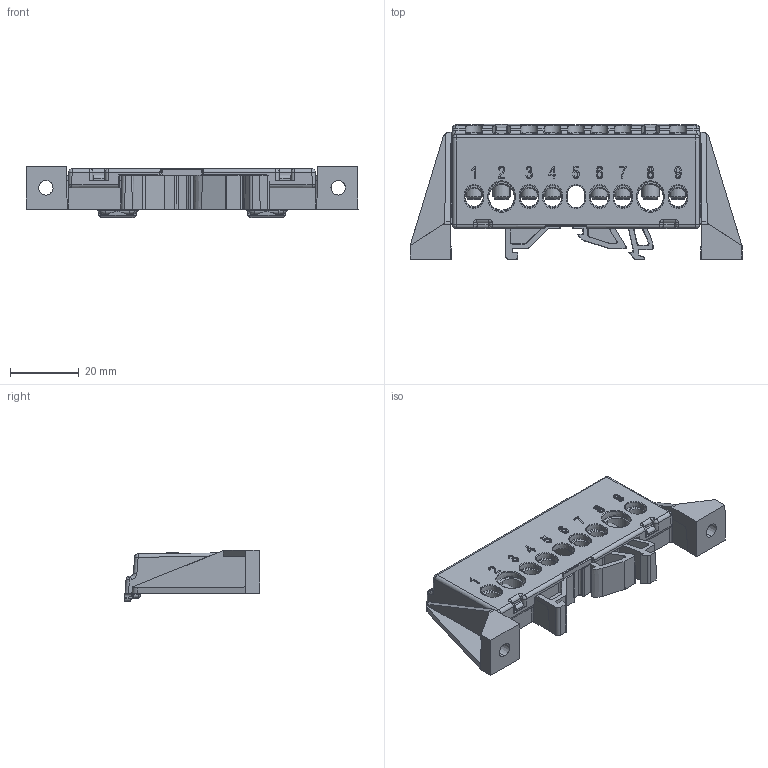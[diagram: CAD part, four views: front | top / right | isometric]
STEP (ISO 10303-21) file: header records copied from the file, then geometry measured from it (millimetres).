
FILE_DESCRIPTION (( 'STEP AP214' ), '1' );
FILE_NAME ('KSN-2-8x12 (04+04).STEP', '2023-11-15T06:38:35', ( '' ), ( '' ), 'SwSTEP 2.0', 'SolidWorks 2022', '' );
FILE_SCHEMA (( 'AUTOMOTIVE_DESIGN' ));
Length unit declared in the file: millimetre
Products named in the file (6): BHBT-3-8x12.04.01; BHBT-3-8x12.04.00; KSN-2-8x12 (04+04); Holder8x12-09-уклоны_уклоны; Винт М5х10_20140212; Cover 09
Assembly tree (9 placements, depth 3):
  KSN-2-8x12 (04+04)
    Holder8x12-09-уклоны_уклоны
    Cover 09
    BHBT-3-8x12.04.00  x2
      BHBT-3-8x12.04.01
      Винт М5х10_20140212
Bounding box: 96.29 x 39.24 x 14.83 mm (x, y, z)
Volume: 18297.2 mm3; surface area: 21704.6 mm2
Topology: 12 solids, 12 shells, 1336 faces, 3649 edges, 2331 vertices
Faces by surface type: plane 624, cylinder 325, cone 161, torus 121, bspline 93, sphere 12
Entity records: 34588 total; most frequent: CARTESIAN_POINT 12037, ORIENTED_EDGE 5106, DIRECTION 4047, EDGE_CURVE 2553, VERTEX_POINT 1638, VECTOR 1541, LINE 1541, AXIS2_PLACEMENT_3D 1253
